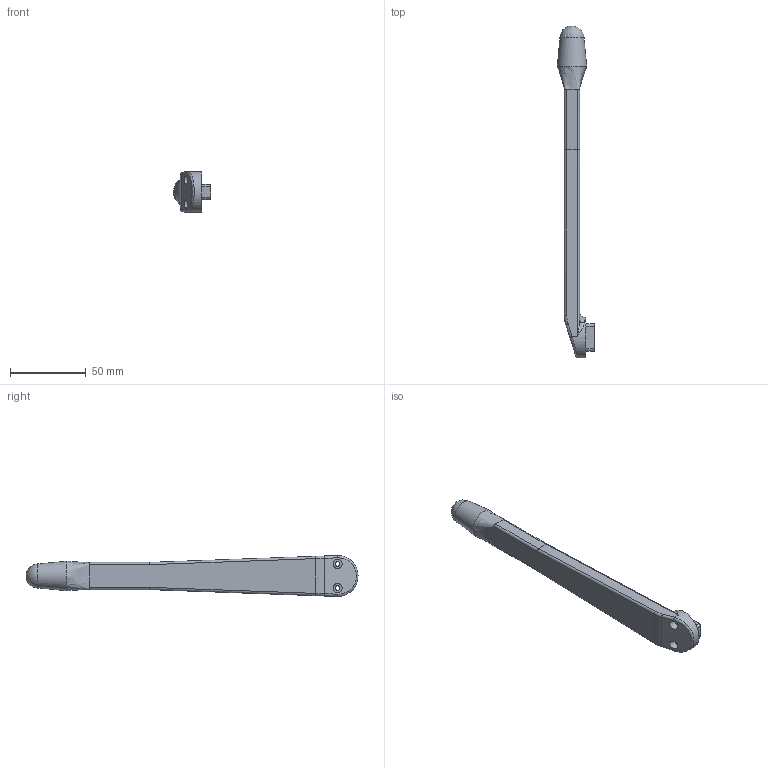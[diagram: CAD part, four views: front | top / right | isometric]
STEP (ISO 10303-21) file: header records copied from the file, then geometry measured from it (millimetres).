
FILE_DESCRIPTION(/* description */ ('STEP AP242','CAx-IF Rec.Pracs.---Representation and Presentation of Product Manufacturing Information (PMI)---4.0---2014-10-13','CAx-IF Rec.Pracs.---3D Tessellated Geometry---0.4---2014-09-14','2;1'),/* implementation_level */ '2;1');
FILE_NAME(/* name */ '6248be7760a7120605acbeee',/* time_stamp */ '2022-04-02T21:22:00+00:00',/* author */ (''),/* organization */ (''),/* preprocessor_version */ 'ST-DEVELOPER v18.101',/* originating_system */ ' ',/* authorisation */ ' ');
FILE_SCHEMA (('AP242_MANAGED_MODEL_BASED_3D_ENGINEERING_MIM_LF { 1 0 10303 442 1 1 4 }'));
Length unit declared in the file: metre
Products named in the file (1): lower-leg
Bounding box: 24.71 x 219.21 x 27 mm (x, y, z)
Volume: 47972.6 mm3; surface area: 13731.4 mm2
Topology: 1 solids, 1 shells, 53 faces, 129 edges, 78 vertices
Faces by surface type: cylinder 24, plane 15, bspline 7, torus 6, sphere 1
Full cylindrical faces by diameter (mm): 3.1 x2, 6 x2, 27 x1
Entity records: 2563 total; most frequent: CARTESIAN_POINT 1435, DIRECTION 222, ORIENTED_EDGE 220, EDGE_CURVE 110, AXIS2_PLACEMENT_3D 90, VERTEX_POINT 70, EDGE_LOOP 68, FACE_BOUND 68
